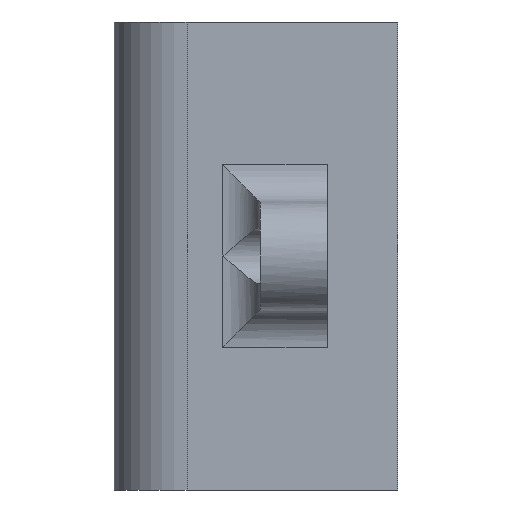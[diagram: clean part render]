
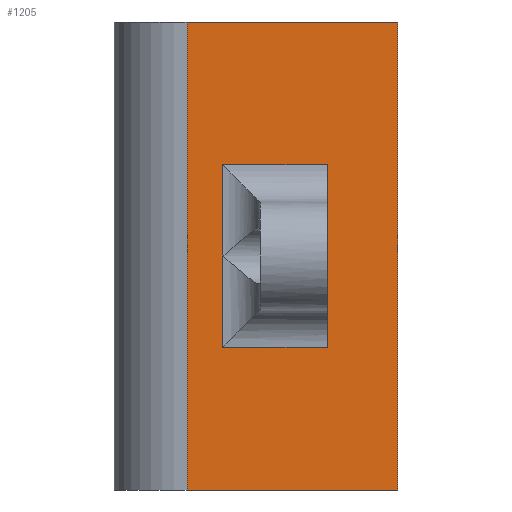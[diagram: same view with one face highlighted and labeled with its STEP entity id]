
A CAD part, left-side view. The second image highlights one B-rep face of the part: STEP entity #1205.
In plain terms, the highlighted planar face has unit normal (-1, 0, 0).
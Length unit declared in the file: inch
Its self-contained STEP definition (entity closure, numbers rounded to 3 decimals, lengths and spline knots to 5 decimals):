
#31 = DIRECTION ( 'NONE',  ( 0., 0., 1. ) ) ;
#35 = VERTEX_POINT ( 'NONE', #1459 ) ;
#68 = ORIENTED_EDGE ( 'NONE', *, *, #645, .T. ) ;
#137 = DIRECTION ( 'NONE',  ( 1., 0., 0. ) ) ;
#140 = CARTESIAN_POINT ( 'NONE',  ( -0.195, 0., 0.625 ) ) ;
#159 = CARTESIAN_POINT ( 'NONE',  ( -0.195, 0.563, 0.625 ) ) ;
#201 = VERTEX_POINT ( 'NONE', #1366 ) ;
#215 = LINE ( 'NONE', #334, #1066 ) ;
#230 = FACE_OUTER_BOUND ( 'NONE', #1311, .T. ) ;
#255 = CARTESIAN_POINT ( 'NONE',  ( -0.195, 0.18898, 0.2435 ) ) ;
#282 = EDGE_CURVE ( 'NONE', #864, #1239, #1444, .T. ) ;
#322 = VERTEX_POINT ( 'NONE', #1144 ) ;
#331 = CARTESIAN_POINT ( 'NONE',  ( -0.195, 0.46772, 0.625 ) ) ;
#334 = CARTESIAN_POINT ( 'NONE',  ( -0.195, 0., -0.625 ) ) ;
#377 = ORIENTED_EDGE ( 'NONE', *, *, #624, .T. ) ;
#412 = ORIENTED_EDGE ( 'NONE', *, *, #928, .F. ) ;
#417 = DIRECTION ( 'NONE',  ( 0., -1., 0. ) ) ;
#434 = DIRECTION ( 'NONE',  ( 0., -1., 0. ) ) ;
#441 = VECTOR ( 'NONE', #1390, 39.37008 ) ;
#446 = DIRECTION ( 'NONE',  ( 0., -1., 0. ) ) ;
#478 = CARTESIAN_POINT ( 'NONE',  ( -0.195, 0.18898, 0. ) ) ;
#486 = ORIENTED_EDGE ( 'NONE', *, *, #1460, .T. ) ;
#487 = ORIENTED_EDGE ( 'NONE', *, *, #282, .F. ) ;
#498 = VECTOR ( 'NONE', #434, 39.37008 ) ;
#523 = EDGE_CURVE ( 'NONE', #1448, #322, #717, .T. ) ;
#531 = LINE ( 'NONE', #939, #1112 ) ;
#563 = CARTESIAN_POINT ( 'NONE',  ( -0.195, 0.46772, 0.2435 ) ) ;
#570 = VECTOR ( 'NONE', #417, 39.37008 ) ;
#624 = EDGE_CURVE ( 'NONE', #900, #1096, #1421, .T. ) ;
#645 = EDGE_CURVE ( 'NONE', #1096, #1239, #862, .T. ) ;
#654 = VERTEX_POINT ( 'NONE', #799 ) ;
#661 = DIRECTION ( 'NONE',  ( 0., 0., 1. ) ) ;
#668 = ORIENTED_EDGE ( 'NONE', *, *, #712, .T. ) ;
#685 = EDGE_LOOP ( 'NONE', ( #68, #487, #486, #1053, #377 ) ) ;
#712 = EDGE_CURVE ( 'NONE', #654, #201, #215, .T. ) ;
#717 = LINE ( 'NONE', #872, #570 ) ;
#735 = VECTOR ( 'NONE', #31, 39.37008 ) ;
#741 = EDGE_CURVE ( 'NONE', #35, #900, #1033, .T. ) ;
#743 = CARTESIAN_POINT ( 'NONE',  ( -0.195, 0.36772, -0.2435 ) ) ;
#744 = VECTOR ( 'NONE', #967, 39.37008 ) ;
#799 = CARTESIAN_POINT ( 'NONE',  ( -0.195, 0.563, -0.625 ) ) ;
#805 = DIRECTION ( 'NONE',  ( 0., 1., 0. ) ) ;
#848 = DIRECTION ( 'NONE',  ( 0., 0., -1. ) ) ;
#862 = LINE ( 'NONE', #1123, #498 ) ;
#864 = VERTEX_POINT ( 'NONE', #940 ) ;
#872 = CARTESIAN_POINT ( 'NONE',  ( -0.195, 0., 0.625 ) ) ;
#900 = VERTEX_POINT ( 'NONE', #1067 ) ;
#903 = CARTESIAN_POINT ( 'NONE',  ( -0.195, 0.46772, 0.625 ) ) ;
#928 = EDGE_CURVE ( 'NONE', #322, #201, #1270, .T. ) ;
#929 = VECTOR ( 'NONE', #1276, 39.37008 ) ;
#939 = CARTESIAN_POINT ( 'NONE',  ( -0.195, 0.563, 0.625 ) ) ;
#940 = CARTESIAN_POINT ( 'NONE',  ( -0.195, 0.18898, -0.2435 ) ) ;
#967 = DIRECTION ( 'NONE',  ( 0., 1., 0. ) ) ;
#1033 = LINE ( 'NONE', #331, #735 ) ;
#1044 = LINE ( 'NONE', #743, #744 ) ;
#1053 = ORIENTED_EDGE ( 'NONE', *, *, #741, .T. ) ;
#1066 = VECTOR ( 'NONE', #446, 39.37008 ) ;
#1067 = CARTESIAN_POINT ( 'NONE',  ( -0.195, 0.46772, 0. ) ) ;
#1096 = VERTEX_POINT ( 'NONE', #563 ) ;
#1112 = VECTOR ( 'NONE', #848, 39.37008 ) ;
#1123 = CARTESIAN_POINT ( 'NONE',  ( -0.195, 0.18898, 0.2435 ) ) ;
#1131 = VECTOR ( 'NONE', #661, 39.37008 ) ;
#1144 = CARTESIAN_POINT ( 'NONE',  ( -0.195, 0., 0.625 ) ) ;
#1174 = AXIS2_PLACEMENT_3D ( 'NONE', #140, #137, #805 ) ;
#1205 = ADVANCED_FACE ( 'NONE', ( #1365, #230 ), #1243, .F. ) ;
#1239 = VERTEX_POINT ( 'NONE', #255 ) ;
#1243 = PLANE ( 'NONE',  #1174 ) ;
#1255 = ORIENTED_EDGE ( 'NONE', *, *, #1394, .T. ) ;
#1270 = LINE ( 'NONE', #1273, #441 ) ;
#1273 = CARTESIAN_POINT ( 'NONE',  ( -0.195, 0., 0.625 ) ) ;
#1276 = DIRECTION ( 'NONE',  ( 0., 0., 1. ) ) ;
#1311 = EDGE_LOOP ( 'NONE', ( #668, #412, #1370, #1255 ) ) ;
#1365 = FACE_BOUND ( 'NONE', #685, .T. ) ;
#1366 = CARTESIAN_POINT ( 'NONE',  ( -0.195, 0., -0.625 ) ) ;
#1370 = ORIENTED_EDGE ( 'NONE', *, *, #523, .F. ) ;
#1390 = DIRECTION ( 'NONE',  ( 0., 0., -1. ) ) ;
#1394 = EDGE_CURVE ( 'NONE', #1448, #654, #531, .T. ) ;
#1421 = LINE ( 'NONE', #903, #1131 ) ;
#1444 = LINE ( 'NONE', #478, #929 ) ;
#1448 = VERTEX_POINT ( 'NONE', #159 ) ;
#1459 = CARTESIAN_POINT ( 'NONE',  ( -0.195, 0.46772, -0.2435 ) ) ;
#1460 = EDGE_CURVE ( 'NONE', #864, #35, #1044, .T. ) ;
